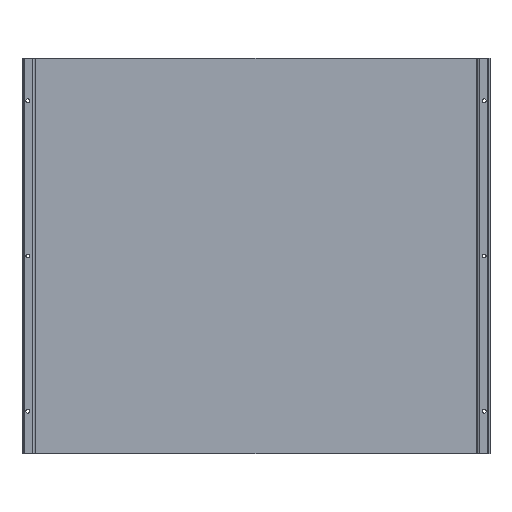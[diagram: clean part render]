
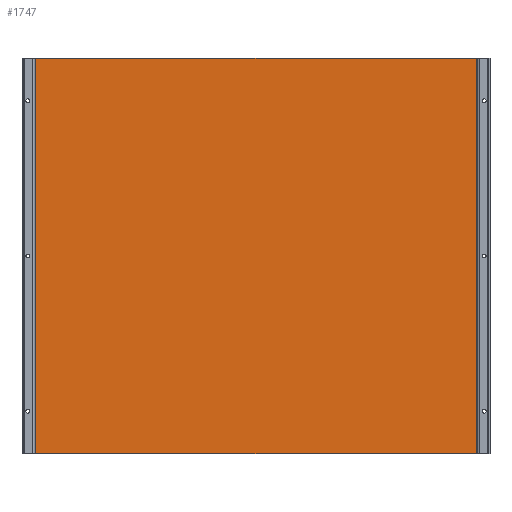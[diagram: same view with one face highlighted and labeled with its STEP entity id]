
A CAD part, front view. The second image highlights one B-rep face of the part: STEP entity #1747.
In plain terms, the highlighted planar face has unit normal (0, -1, 0).
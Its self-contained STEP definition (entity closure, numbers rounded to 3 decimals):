
#20 = CARTESIAN_POINT ( 'NONE',  ( -283.5, 45., 255. ) ) ;
#161 = VECTOR ( 'NONE', #663, 1000. ) ;
#170 = LINE ( 'NONE', #484, #161 ) ;
#187 = VECTOR ( 'NONE', #849, 1000. ) ;
#190 = LINE ( 'NONE', #1640, #187 ) ;
#219 = CARTESIAN_POINT ( 'NONE',  ( -283.5, 45., -255. ) ) ;
#221 = VECTOR ( 'NONE', #2209, 1000. ) ;
#229 = LINE ( 'NONE', #2190, #221 ) ;
#277 = DIRECTION ( 'NONE',  ( -1., 0., 0. ) ) ;
#448 = LINE ( 'NONE', #2110, #457 ) ;
#457 = VECTOR ( 'NONE', #277, 1000. ) ;
#484 = CARTESIAN_POINT ( 'NONE',  ( -286.5, 45., -255. ) ) ;
#546 = EDGE_CURVE ( 'NONE', #2073, #774, #448, .T. ) ;
#663 = DIRECTION ( 'NONE',  ( -1., 0., 0. ) ) ;
#774 = VERTEX_POINT ( 'NONE', #20 ) ;
#849 = DIRECTION ( 'NONE',  ( 0., 0., -1. ) ) ;
#888 = EDGE_CURVE ( 'NONE', #2073, #914, #229, .T. ) ;
#914 = VERTEX_POINT ( 'NONE', #1865 ) ;
#938 = EDGE_CURVE ( 'NONE', #774, #1024, #190, .T. ) ;
#981 = EDGE_CURVE ( 'NONE', #914, #1024, #170, .T. ) ;
#1002 = CARTESIAN_POINT ( 'NONE',  ( 283.5, 45., 255. ) ) ;
#1024 = VERTEX_POINT ( 'NONE', #219 ) ;
#1115 = PLANE ( 'NONE',  #2100 ) ;
#1124 = DIRECTION ( 'NONE',  ( 0., -1., 0. ) ) ;
#1251 = EDGE_LOOP ( 'NONE', ( #1783, #2046, #2150, #1604 ) ) ;
#1342 = CARTESIAN_POINT ( 'NONE',  ( -286.5, 45., 255. ) ) ;
#1348 = DIRECTION ( 'NONE',  ( 1., 0., 0. ) ) ;
#1604 = ORIENTED_EDGE ( 'NONE', *, *, #938, .T. ) ;
#1640 = CARTESIAN_POINT ( 'NONE',  ( -283.5, 45., 255. ) ) ;
#1747 = ADVANCED_FACE ( 'NONE', ( #1764 ), #1115, .T. ) ;
#1764 = FACE_OUTER_BOUND ( 'NONE', #1251, .T. ) ;
#1783 = ORIENTED_EDGE ( 'NONE', *, *, #981, .F. ) ;
#1865 = CARTESIAN_POINT ( 'NONE',  ( 283.5, 45., -255. ) ) ;
#2046 = ORIENTED_EDGE ( 'NONE', *, *, #888, .F. ) ;
#2073 = VERTEX_POINT ( 'NONE', #1002 ) ;
#2100 = AXIS2_PLACEMENT_3D ( 'NONE', #1342, #1124, #1348 ) ;
#2110 = CARTESIAN_POINT ( 'NONE',  ( -286.5, 45., 255. ) ) ;
#2150 = ORIENTED_EDGE ( 'NONE', *, *, #546, .T. ) ;
#2190 = CARTESIAN_POINT ( 'NONE',  ( 283.5, 45., 255. ) ) ;
#2209 = DIRECTION ( 'NONE',  ( 0., 0., -1. ) ) ;
